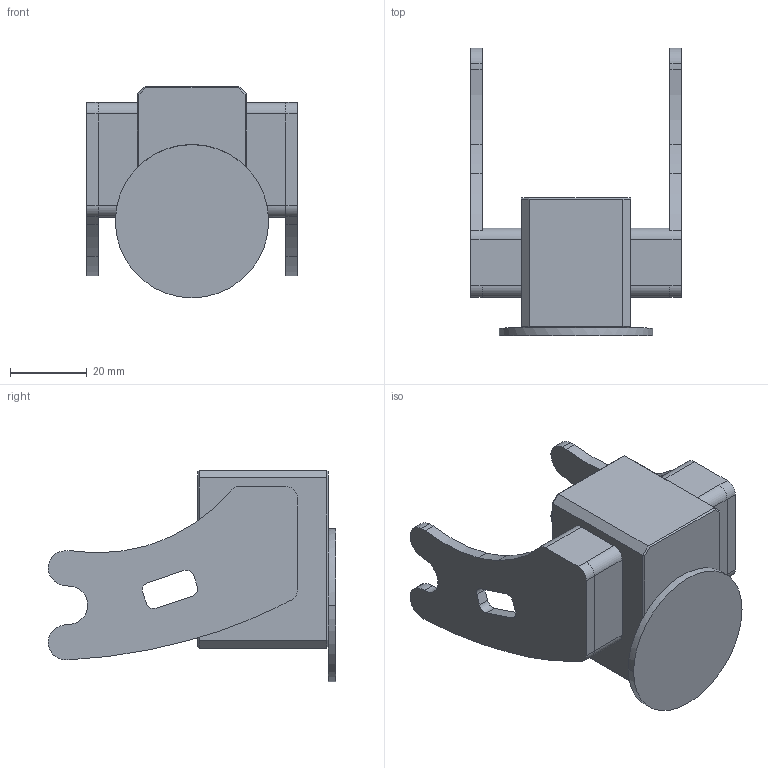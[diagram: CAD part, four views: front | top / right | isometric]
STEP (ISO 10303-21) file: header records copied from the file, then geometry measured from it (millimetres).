
FILE_DESCRIPTION (( 'STEP AP203' ), '1' );
FILE_NAME ('VX-300 - Wrist.step_Default_sldprt.STEP', '2022-02-08T19:00:54', ( '' ), ( '' ), 'SwSTEP 2.0', 'SolidWorks 2018', '' );
FILE_SCHEMA (( 'CONFIG_CONTROL_DESIGN' ));
Length unit declared in the file: inch
Products named in the file (1): VX-300 - Wrist.step_Default_sldprt
Bounding box: 55 x 75.02 x 55.25 mm (x, y, z)
Volume: 68593.7 mm3; surface area: 16874.7 mm2
Topology: 1 solids, 3 shells, 134 faces, 352 edges, 226 vertices
Faces by surface type: plane 80, cylinder 54
Entity records: 4207 total; most frequent: DIRECTION 738, CARTESIAN_POINT 713, ORIENTED_EDGE 704, EDGE_CURVE 352, AXIS2_PLACEMENT_3D 251, LINE 236, VECTOR 236, VERTEX_POINT 226
